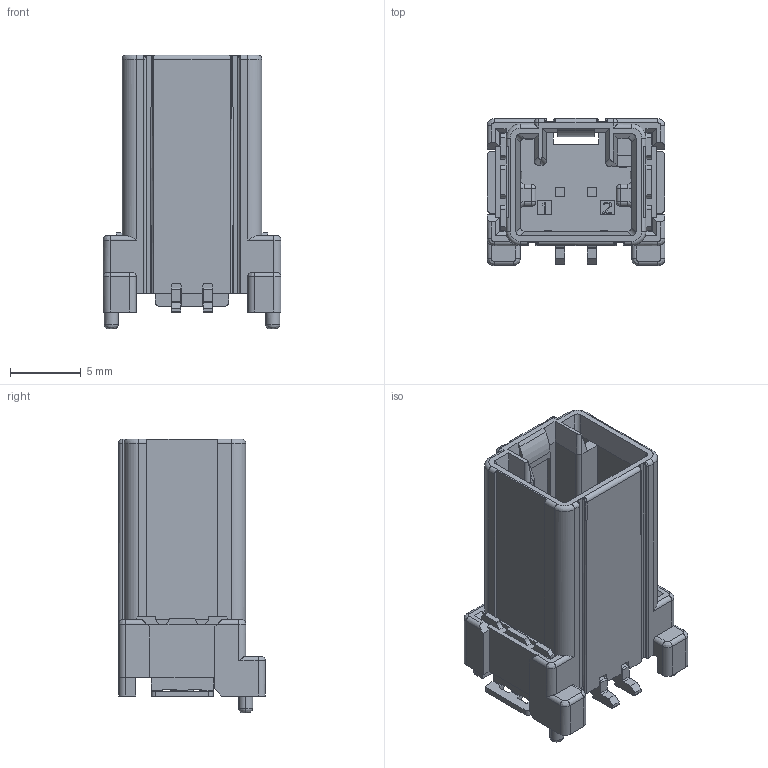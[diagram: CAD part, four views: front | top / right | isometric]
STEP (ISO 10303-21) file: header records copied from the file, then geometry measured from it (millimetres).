
FILE_DESCRIPTION((''),'2;1');
FILE_NAME('CUSTOMER_025_2M_ASSY_V_A','2016-06-09T',('parkkh'),(''),'CREO PARAMETRIC BY PTC INC, 2015290','CREO PARAMETRIC BY PTC INC, 2015290','');
FILE_SCHEMA(('CONFIG_CONTROL_DESIGN'));
Length unit declared in the file: millimetre
Products named in the file (1): CUSTOMER_025_2M_ASSY_V_A
Bounding box: 12.6 x 10.4 x 19.4 mm (x, y, z)
Volume: 795.5 mm3; surface area: 1695 mm2
Topology: 1 solids, 1 shells, 638 faces, 1827 edges, 1182 vertices
Faces by surface type: plane 418, cylinder 176, bspline 24, torus 12, sphere 8
Entity records: 21240 total; most frequent: CARTESIAN_POINT 4553, ORIENTED_EDGE 3638, DIRECTION 3300, EDGE_CURVE 1819, VECTOR 1342, LINE 1342, VERTEX_POINT 1182, AXIS2_PLACEMENT_3D 979
